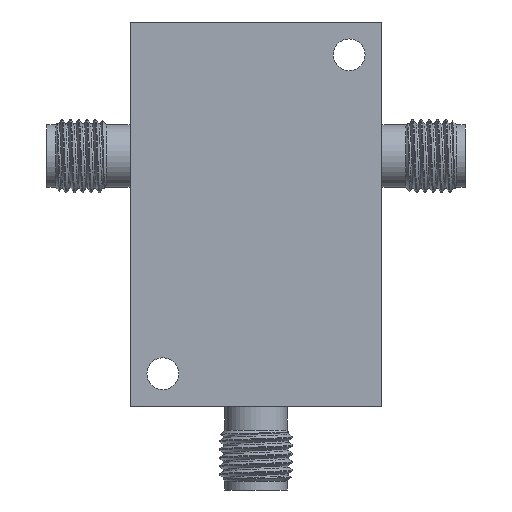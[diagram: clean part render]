
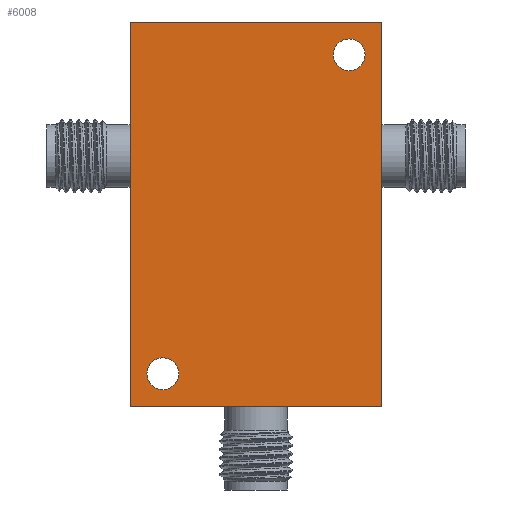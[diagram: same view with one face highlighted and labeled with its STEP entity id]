
A CAD part, front view. The second image highlights one B-rep face of the part: STEP entity #6008.
In plain terms, the highlighted planar face has unit normal (0, -1, 0).
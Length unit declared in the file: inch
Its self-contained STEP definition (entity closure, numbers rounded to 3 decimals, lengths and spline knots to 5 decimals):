
#82 = CARTESIAN_POINT ( 'NONE',  ( 0.4225, 0., 0. ) ) ;
#381 = VERTEX_POINT ( 'NONE', #5390 ) ;
#412 = ORIENTED_EDGE ( 'NONE', *, *, #1334, .F. ) ;
#477 = VERTEX_POINT ( 'NONE', #3339 ) ;
#627 = LINE ( 'NONE', #3002, #7358 ) ;
#779 = ORIENTED_EDGE ( 'NONE', *, *, #4883, .F. ) ;
#1256 = CARTESIAN_POINT ( 'NONE',  ( 0.3125, 0., 0.48175 ) ) ;
#1294 = EDGE_LOOP ( 'NONE', ( #412, #4561 ) ) ;
#1323 = CARTESIAN_POINT ( 'NONE',  ( 0., 0., 0. ) ) ;
#1334 = EDGE_CURVE ( 'NONE', #477, #3702, #3172, .T. ) ;
#1392 = VECTOR ( 'NONE', #5730, 39.37008 ) ;
#1401 = FACE_BOUND ( 'NONE', #6043, .T. ) ;
#1493 = CARTESIAN_POINT ( 'NONE',  ( 0., 0., -0.645 ) ) ;
#1521 = ORIENTED_EDGE ( 'NONE', *, *, #3090, .F. ) ;
#1845 = EDGE_CURVE ( 'NONE', #5679, #7345, #627, .T. ) ;
#1869 = PLANE ( 'NONE',  #3162 ) ;
#2037 = EDGE_CURVE ( 'NONE', #2546, #5793, #3052, .T. ) ;
#2393 = CIRCLE ( 'NONE', #5953, 0.05325 ) ;
#2457 = ORIENTED_EDGE ( 'NONE', *, *, #2037, .F. ) ;
#2546 = VERTEX_POINT ( 'NONE', #2679 ) ;
#2657 = DIRECTION ( 'NONE',  ( 0., -1., 0. ) ) ;
#2679 = CARTESIAN_POINT ( 'NONE',  ( 0.3125, 0., 0.58825 ) ) ;
#2700 = AXIS2_PLACEMENT_3D ( 'NONE', #4799, #4587, #5374 ) ;
#2770 = CARTESIAN_POINT ( 'NONE',  ( -0.4225, 0., 0. ) ) ;
#3002 = CARTESIAN_POINT ( 'NONE',  ( 0., 0., 0.645 ) ) ;
#3052 = CIRCLE ( 'NONE', #6607, 0.05325 ) ;
#3090 = EDGE_CURVE ( 'NONE', #5936, #5679, #7482, .T. ) ;
#3123 = CARTESIAN_POINT ( 'NONE',  ( -0.3125, 0., -0.535 ) ) ;
#3162 = AXIS2_PLACEMENT_3D ( 'NONE', #1323, #3767, #6116 ) ;
#3172 = CIRCLE ( 'NONE', #3768, 0.05325 ) ;
#3212 = DIRECTION ( 'NONE',  ( -1., 0., 0. ) ) ;
#3339 = CARTESIAN_POINT ( 'NONE',  ( -0.3125, 0., -0.48175 ) ) ;
#3381 = CARTESIAN_POINT ( 'NONE',  ( -0.4225, 0., -0.645 ) ) ;
#3571 = DIRECTION ( 'NONE',  ( 0., 0., 1. ) ) ;
#3610 = DIRECTION ( 'NONE',  ( 1., 0., 0. ) ) ;
#3702 = VERTEX_POINT ( 'NONE', #7461 ) ;
#3767 = DIRECTION ( 'NONE',  ( 0., 1., 0. ) ) ;
#3768 = AXIS2_PLACEMENT_3D ( 'NONE', #3123, #2657, #5003 ) ;
#4054 = CIRCLE ( 'NONE', #2700, 0.05325 ) ;
#4465 = ORIENTED_EDGE ( 'NONE', *, *, #4646, .F. ) ;
#4471 = LINE ( 'NONE', #1493, #5639 ) ;
#4475 = CARTESIAN_POINT ( 'NONE',  ( 0.4225, 0., 0.645 ) ) ;
#4561 = ORIENTED_EDGE ( 'NONE', *, *, #5081, .F. ) ;
#4587 = DIRECTION ( 'NONE',  ( 0., -1., 0. ) ) ;
#4606 = CARTESIAN_POINT ( 'NONE',  ( 0.3125, 0., 0.535 ) ) ;
#4646 = EDGE_CURVE ( 'NONE', #5793, #2546, #2393, .T. ) ;
#4799 = CARTESIAN_POINT ( 'NONE',  ( -0.3125, 0., -0.535 ) ) ;
#4883 = EDGE_CURVE ( 'NONE', #381, #5936, #4471, .T. ) ;
#5003 = DIRECTION ( 'NONE',  ( 0., 0., 1. ) ) ;
#5081 = EDGE_CURVE ( 'NONE', #3702, #477, #4054, .T. ) ;
#5227 = CARTESIAN_POINT ( 'NONE',  ( 0.3125, 0., 0.535 ) ) ;
#5356 = LINE ( 'NONE', #82, #7109 ) ;
#5374 = DIRECTION ( 'NONE',  ( 0., 0., 1. ) ) ;
#5390 = CARTESIAN_POINT ( 'NONE',  ( 0.4225, 0., -0.645 ) ) ;
#5417 = FACE_OUTER_BOUND ( 'NONE', #6434, .T. ) ;
#5435 = ORIENTED_EDGE ( 'NONE', *, *, #1845, .F. ) ;
#5639 = VECTOR ( 'NONE', #3212, 39.37008 ) ;
#5679 = VERTEX_POINT ( 'NONE', #5945 ) ;
#5730 = DIRECTION ( 'NONE',  ( 0., 0., 1. ) ) ;
#5791 = EDGE_CURVE ( 'NONE', #7345, #381, #5356, .T. ) ;
#5793 = VERTEX_POINT ( 'NONE', #1256 ) ;
#5936 = VERTEX_POINT ( 'NONE', #3381 ) ;
#5945 = CARTESIAN_POINT ( 'NONE',  ( -0.4225, 0., 0.645 ) ) ;
#5953 = AXIS2_PLACEMENT_3D ( 'NONE', #5227, #7050, #3571 ) ;
#6008 = ADVANCED_FACE ( 'NONE', ( #5417, #1401, #6619 ), #1869, .F. ) ;
#6043 = EDGE_LOOP ( 'NONE', ( #2457, #4465 ) ) ;
#6116 = DIRECTION ( 'NONE',  ( 0., 0., 1. ) ) ;
#6199 = ORIENTED_EDGE ( 'NONE', *, *, #5791, .F. ) ;
#6271 = DIRECTION ( 'NONE',  ( 0., -1., 0. ) ) ;
#6434 = EDGE_LOOP ( 'NONE', ( #779, #6199, #5435, #1521 ) ) ;
#6549 = DIRECTION ( 'NONE',  ( 0., 0., -1. ) ) ;
#6607 = AXIS2_PLACEMENT_3D ( 'NONE', #4606, #6271, #6976 ) ;
#6619 = FACE_BOUND ( 'NONE', #1294, .T. ) ;
#6976 = DIRECTION ( 'NONE',  ( 0., 0., 1. ) ) ;
#7050 = DIRECTION ( 'NONE',  ( 0., -1., 0. ) ) ;
#7109 = VECTOR ( 'NONE', #6549, 39.37008 ) ;
#7345 = VERTEX_POINT ( 'NONE', #4475 ) ;
#7358 = VECTOR ( 'NONE', #3610, 39.37008 ) ;
#7461 = CARTESIAN_POINT ( 'NONE',  ( -0.3125, 0., -0.58825 ) ) ;
#7482 = LINE ( 'NONE', #2770, #1392 ) ;
